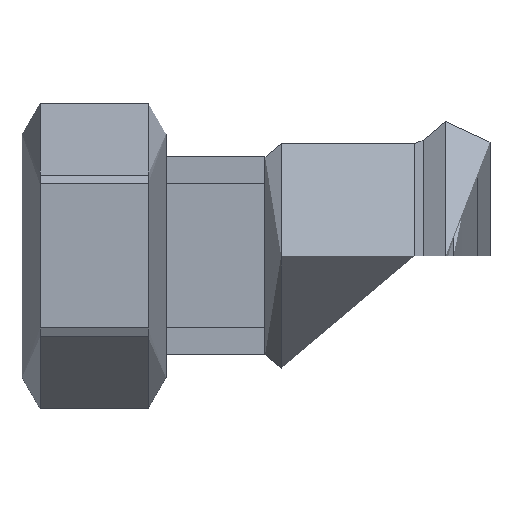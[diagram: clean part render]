
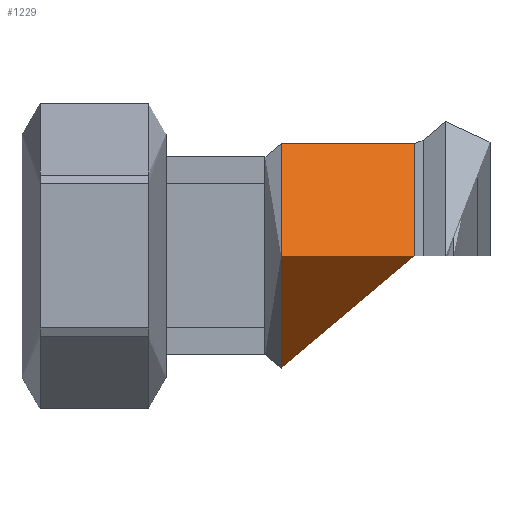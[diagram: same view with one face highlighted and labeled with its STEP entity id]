
A CAD part, front view. The second image highlights one B-rep face of the part: STEP entity #1229.
In plain terms, the highlighted free-form (B-spline) face has degree [1, 2] with [2, 9] control points.
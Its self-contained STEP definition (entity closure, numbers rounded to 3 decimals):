
#592 = EDGE_CURVE('',#593,#595,#597,.T.);
#593 = VERTEX_POINT('',#594);
#594 = CARTESIAN_POINT('',(-6.731,0.,12.5));
#595 = VERTEX_POINT('',#596);
#596 = CARTESIAN_POINT('',(-6.731,-12.5,0.));
#597 = ( BOUNDED_CURVE() B_SPLINE_CURVE(2,(#598,#599,#600),
.UNSPECIFIED.,.F.,.F.) B_SPLINE_CURVE_WITH_KNOTS((3,3),(-3.142,
-1.571),.PIECEWISE_BEZIER_KNOTS.) CURVE() 
GEOMETRIC_REPRESENTATION_ITEM() RATIONAL_B_SPLINE_CURVE((1.,
0.707,1.)) REPRESENTATION_ITEM('') );
#598 = CARTESIAN_POINT('',(-6.731,0.,12.5));
#599 = CARTESIAN_POINT('',(-6.731,-12.5,12.5));
#600 = CARTESIAN_POINT('',(-6.731,-12.5,0.));
#602 = EDGE_CURVE('',#603,#593,#605,.T.);
#603 = VERTEX_POINT('',#604);
#604 = CARTESIAN_POINT('',(-6.731,0.,-12.5));
#605 = ( BOUNDED_CURVE() B_SPLINE_CURVE(2,(#606,#607,#608,#609,#610),
.UNSPECIFIED.,.F.,.F.) B_SPLINE_CURVE_WITH_KNOTS((3,2,3),(0.,
1.571,3.142),.UNSPECIFIED.) CURVE() 
GEOMETRIC_REPRESENTATION_ITEM() RATIONAL_B_SPLINE_CURVE((1.,
0.707,1.,0.707,1.)) REPRESENTATION_ITEM('') );
#606 = CARTESIAN_POINT('',(-6.731,0.,-12.5));
#607 = CARTESIAN_POINT('',(-6.731,12.5,-12.5));
#608 = CARTESIAN_POINT('',(-6.731,12.5,0.));
#609 = CARTESIAN_POINT('',(-6.731,12.5,12.5));
#610 = CARTESIAN_POINT('',(-6.731,0.,12.5));
#620 = EDGE_CURVE('',#595,#603,#621,.T.);
#621 = ( BOUNDED_CURVE() B_SPLINE_CURVE(2,(#622,#623,#624),
.UNSPECIFIED.,.F.,.F.) B_SPLINE_CURVE_WITH_KNOTS((3,3),(-1.571,
0.),.PIECEWISE_BEZIER_KNOTS.) CURVE() GEOMETRIC_REPRESENTATION_ITEM() 
RATIONAL_B_SPLINE_CURVE((1.,0.707,1.)) REPRESENTATION_ITEM('') 
  );
#622 = CARTESIAN_POINT('',(-6.731,-12.5,0.));
#623 = CARTESIAN_POINT('',(-6.731,-12.5,-12.5));
#624 = CARTESIAN_POINT('',(-6.731,0.,-12.5));
#648 = EDGE_CURVE('',#649,#651,#653,.T.);
#649 = VERTEX_POINT('',#650);
#650 = CARTESIAN_POINT('',(8.09,12.5,0.));
#651 = VERTEX_POINT('',#652);
#652 = CARTESIAN_POINT('',(8.09,0.,12.5));
#653 = ( BOUNDED_CURVE() B_SPLINE_CURVE(2,(#654,#655,#656),
.UNSPECIFIED.,.F.,.F.) B_SPLINE_CURVE_WITH_KNOTS((3,3),(0.,
1.571),.PIECEWISE_BEZIER_KNOTS.) CURVE() 
GEOMETRIC_REPRESENTATION_ITEM() RATIONAL_B_SPLINE_CURVE((1.,
0.707,1.)) REPRESENTATION_ITEM('') );
#654 = CARTESIAN_POINT('',(8.09,12.5,0.));
#655 = CARTESIAN_POINT('',(8.09,12.5,12.5));
#656 = CARTESIAN_POINT('',(8.09,0.,12.5));
#691 = EDGE_CURVE('',#651,#692,#694,.T.);
#692 = VERTEX_POINT('',#693);
#693 = CARTESIAN_POINT('',(8.09,-12.5,0.));
#694 = ( BOUNDED_CURVE() B_SPLINE_CURVE(2,(#695,#696,#697),
.UNSPECIFIED.,.F.,.F.) B_SPLINE_CURVE_WITH_KNOTS((3,3),(1.571,
3.142),.PIECEWISE_BEZIER_KNOTS.) CURVE() 
GEOMETRIC_REPRESENTATION_ITEM() RATIONAL_B_SPLINE_CURVE((1.,
0.707,1.)) REPRESENTATION_ITEM('') );
#695 = CARTESIAN_POINT('',(8.09,0.,12.5));
#696 = CARTESIAN_POINT('',(8.09,-12.5,12.5));
#697 = CARTESIAN_POINT('',(8.09,-12.5,0.));
#699 = EDGE_CURVE('',#692,#649,#700,.T.);
#700 = ( BOUNDED_CURVE() B_SPLINE_CURVE(2,(#701,#702,#703,#704,#705),
.UNSPECIFIED.,.F.,.F.) B_SPLINE_CURVE_WITH_KNOTS((3,2,3),(3.142,
4.712,6.283),.PIECEWISE_BEZIER_KNOTS.) CURVE() 
GEOMETRIC_REPRESENTATION_ITEM() RATIONAL_B_SPLINE_CURVE((1.,
0.707,1.,0.707,1.)) REPRESENTATION_ITEM('') );
#701 = CARTESIAN_POINT('',(8.09,-12.5,0.));
#702 = CARTESIAN_POINT('',(8.09,-12.5,-12.5));
#703 = CARTESIAN_POINT('',(8.09,0.,-12.5));
#704 = CARTESIAN_POINT('',(8.09,12.5,-12.5));
#705 = CARTESIAN_POINT('',(8.09,12.5,0.));
#1229 = ADVANCED_FACE('',(#1230),#1244,.T.);
#1230 = FACE_BOUND('',#1231,.T.);
#1231 = EDGE_LOOP('',(#1232,#1233,#1234,#1239,#1240,#1241,#1242,#1243));
#1232 = ORIENTED_EDGE('',*,*,#648,.F.);
#1233 = ORIENTED_EDGE('',*,*,#699,.F.);
#1234 = ORIENTED_EDGE('',*,*,#1235,.T.);
#1235 = EDGE_CURVE('',#692,#595,#1236,.T.);
#1236 = B_SPLINE_CURVE_WITH_KNOTS('',1,(#1237,#1238),.UNSPECIFIED.,.F.,
  .F.,(2,2),(-0.584,0.601),.PIECEWISE_BEZIER_KNOTS.);
#1237 = CARTESIAN_POINT('',(8.09,-12.5,0.));
#1238 = CARTESIAN_POINT('',(-6.731,-12.5,0.));
#1239 = ORIENTED_EDGE('',*,*,#620,.T.);
#1240 = ORIENTED_EDGE('',*,*,#602,.T.);
#1241 = ORIENTED_EDGE('',*,*,#592,.T.);
#1242 = ORIENTED_EDGE('',*,*,#1235,.F.);
#1243 = ORIENTED_EDGE('',*,*,#691,.F.);
#1244 = ( BOUNDED_SURFACE() B_SPLINE_SURFACE(1,2,(
    (#1245,#1246,#1247,#1248,#1249,#1250,#1251,#1252,#1253)
    ,(#1254,#1255,#1256,#1257,#1258,#1259,#1260,#1261,#1262
)),.UNSPECIFIED.,.F.,.T.,.F.) B_SPLINE_SURFACE_WITH_KNOTS((2,2),(1,2,2,2
    ,2,2,1),(-0.601,0.584),(-4.712,
    -3.142,-1.571,0.,1.571,3.142,
4.712),.UNSPECIFIED.) GEOMETRIC_REPRESENTATION_ITEM() 
RATIONAL_B_SPLINE_SURFACE((
    (1.,0.707,1.,0.707,1.,0.707,1.
      ,0.707,1.)
    ,(1.,0.707,1.,0.707,1.,0.707,1.
,0.707,1.))) REPRESENTATION_ITEM('') SURFACE() );
#1245 = CARTESIAN_POINT('',(8.09,-12.5,0.));
#1246 = CARTESIAN_POINT('',(8.09,-12.5,-12.5));
#1247 = CARTESIAN_POINT('',(8.09,0.,-12.5));
#1248 = CARTESIAN_POINT('',(8.09,12.5,-12.5));
#1249 = CARTESIAN_POINT('',(8.09,12.5,0.));
#1250 = CARTESIAN_POINT('',(8.09,12.5,12.5));
#1251 = CARTESIAN_POINT('',(8.09,0.,12.5));
#1252 = CARTESIAN_POINT('',(8.09,-12.5,12.5));
#1253 = CARTESIAN_POINT('',(8.09,-12.5,0.));
#1254 = CARTESIAN_POINT('',(-6.731,-12.5,0.));
#1255 = CARTESIAN_POINT('',(-6.731,-12.5,-12.5));
#1256 = CARTESIAN_POINT('',(-6.731,0.,-12.5));
#1257 = CARTESIAN_POINT('',(-6.731,12.5,-12.5));
#1258 = CARTESIAN_POINT('',(-6.731,12.5,0.));
#1259 = CARTESIAN_POINT('',(-6.731,12.5,12.5));
#1260 = CARTESIAN_POINT('',(-6.731,0.,12.5));
#1261 = CARTESIAN_POINT('',(-6.731,-12.5,12.5));
#1262 = CARTESIAN_POINT('',(-6.731,-12.5,0.));
